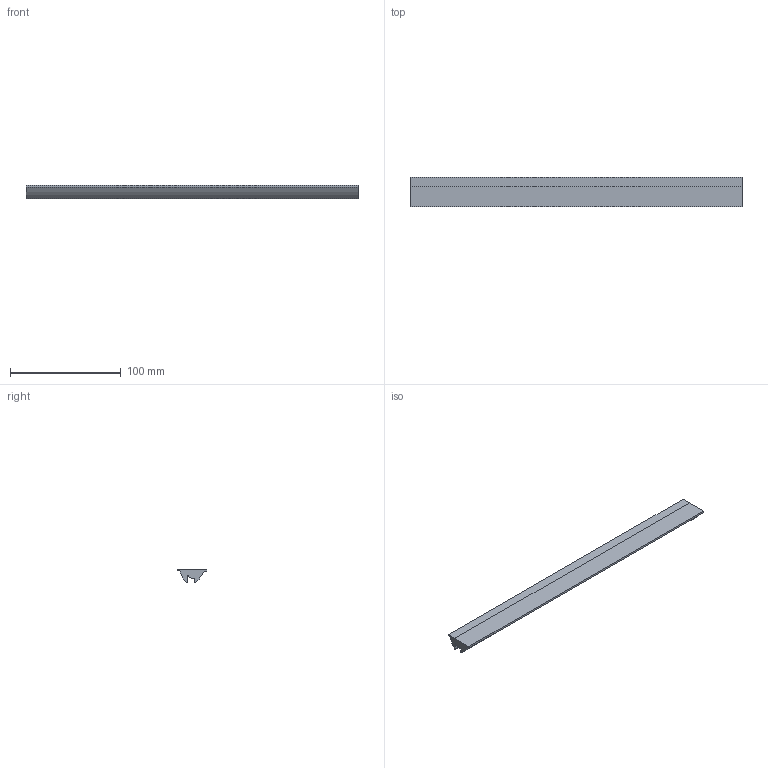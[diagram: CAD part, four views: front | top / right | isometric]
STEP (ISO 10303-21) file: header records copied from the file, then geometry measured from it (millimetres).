
FILE_DESCRIPTION (( 'STEP AP214' ), '1' );
FILE_NAME ('HBD LENS.STEP', '2022-12-26T01:56:51', ( '' ), ( '' ), 'SwSTEP 2.0', 'SolidWorks 2018', '' );
FILE_SCHEMA (( 'AUTOMOTIVE_DESIGN' ));
Length unit declared in the file: millimetre
Products named in the file (1): HBD LENS
Bounding box: 300 x 26.31 x 11.8 mm (x, y, z)
Volume: 53322.7 mm3; surface area: 23885 mm2
Topology: 1 solids, 1 shells, 15 faces, 39 edges, 26 vertices
Faces by surface type: plane 12, cylinder 3
Entity records: 493 total; most frequent: CARTESIAN_POINT 81, ORIENTED_EDGE 78, DIRECTION 77, EDGE_CURVE 39, VECTOR 33, LINE 33, VERTEX_POINT 26, AXIS2_PLACEMENT_3D 22
